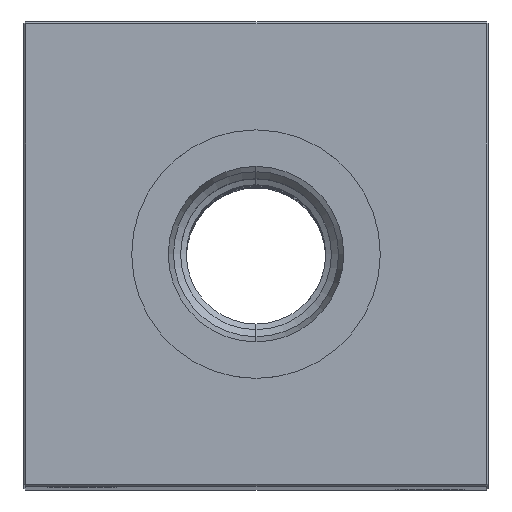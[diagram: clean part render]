
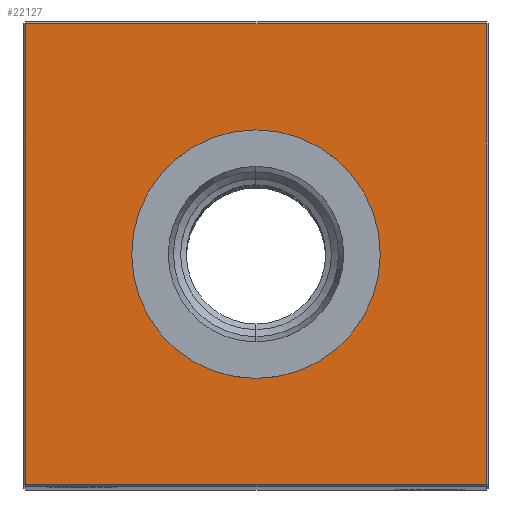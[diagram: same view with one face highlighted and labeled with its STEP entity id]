
A CAD part, top view. The second image highlights one B-rep face of the part: STEP entity #22127.
In plain terms, the highlighted planar face has unit normal (0, 0, 1).
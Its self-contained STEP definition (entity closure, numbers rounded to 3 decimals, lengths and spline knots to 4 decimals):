
#567 = EDGE_LOOP ( 'NONE', ( #15137, #26065, #11419, #4799 ) ) ;
#856 = CARTESIAN_POINT ( 'NONE',  ( 0., -0.6693, 11.5 ) ) ;
#869 = CARTESIAN_POINT ( 'NONE',  ( 0., -1.24, 11.5 ) ) ;
#983 = CARTESIAN_POINT ( 'NONE',  ( 1.24, 1.24, 11.5 ) ) ;
#1186 = DIRECTION ( 'NONE',  ( 0., -1., 0. ) ) ;
#2283 = CARTESIAN_POINT ( 'NONE',  ( 1.24, -1.24, 11.5 ) ) ;
#2449 = ORIENTED_EDGE ( 'NONE', *, *, #29843, .T. ) ;
#3545 = LINE ( 'NONE', #22163, #17693 ) ;
#3747 = EDGE_CURVE ( 'NONE', #13152, #4449, #27272, .T. ) ;
#4112 = AXIS2_PLACEMENT_3D ( 'NONE', #26064, #28024, #21372 ) ;
#4449 = VERTEX_POINT ( 'NONE', #983 ) ;
#4463 = CARTESIAN_POINT ( 'NONE',  ( 0., 0., 11.5 ) ) ;
#4522 = EDGE_LOOP ( 'NONE', ( #13774, #2449 ) ) ;
#4799 = ORIENTED_EDGE ( 'NONE', *, *, #24983, .T. ) ;
#7490 = CIRCLE ( 'NONE', #4112, 0.6693 ) ;
#7649 = FACE_BOUND ( 'NONE', #4522, .T. ) ;
#8811 = CIRCLE ( 'NONE', #10725, 0.6693 ) ;
#9730 = CARTESIAN_POINT ( 'NONE',  ( 0., 0., 11.5 ) ) ;
#10072 = CARTESIAN_POINT ( 'NONE',  ( -1.24, -1.24, 11.5 ) ) ;
#10692 = EDGE_CURVE ( 'NONE', #20628, #29638, #12654, .T. ) ;
#10725 = AXIS2_PLACEMENT_3D ( 'NONE', #4463, #16094, #11425 ) ;
#11419 = ORIENTED_EDGE ( 'NONE', *, *, #3747, .T. ) ;
#11425 = DIRECTION ( 'NONE',  ( -1., 0., 0. ) ) ;
#12596 = FACE_OUTER_BOUND ( 'NONE', #567, .T. ) ;
#12654 = LINE ( 'NONE', #21901, #28651 ) ;
#13152 = VERTEX_POINT ( 'NONE', #2283 ) ;
#13774 = ORIENTED_EDGE ( 'NONE', *, *, #20116, .T. ) ;
#13780 = VECTOR ( 'NONE', #19999, 39.3701 ) ;
#14458 = DIRECTION ( 'NONE',  ( 1., 0., 0. ) ) ;
#14459 = EDGE_CURVE ( 'NONE', #29638, #13152, #28231, .T. ) ;
#14573 = DIRECTION ( 'NONE',  ( 0., 0., -1. ) ) ;
#15137 = ORIENTED_EDGE ( 'NONE', *, *, #10692, .T. ) ;
#15900 = CARTESIAN_POINT ( 'NONE',  ( 1.24, 0., 11.5 ) ) ;
#16094 = DIRECTION ( 'NONE',  ( 0., 0., -1. ) ) ;
#16685 = PLANE ( 'NONE',  #21991 ) ;
#17693 = VECTOR ( 'NONE', #19865, 39.3701 ) ;
#17720 = CARTESIAN_POINT ( 'NONE',  ( -1.24, 1.24, 11.5 ) ) ;
#17833 = VERTEX_POINT ( 'NONE', #856 ) ;
#19672 = VECTOR ( 'NONE', #14458, 39.3701 ) ;
#19865 = DIRECTION ( 'NONE',  ( -1., 0., 0. ) ) ;
#19999 = DIRECTION ( 'NONE',  ( 0., 1., 0. ) ) ;
#20116 = EDGE_CURVE ( 'NONE', #25023, #17833, #8811, .T. ) ;
#20316 = CARTESIAN_POINT ( 'NONE',  ( 0., 0.6693, 11.5 ) ) ;
#20628 = VERTEX_POINT ( 'NONE', #17720 ) ;
#21372 = DIRECTION ( 'NONE',  ( -1., 0., 0. ) ) ;
#21901 = CARTESIAN_POINT ( 'NONE',  ( -1.24, 0., 11.5 ) ) ;
#21991 = AXIS2_PLACEMENT_3D ( 'NONE', #9730, #14573, #28510 ) ;
#22127 = ADVANCED_FACE ( 'NONE', ( #12596, #7649 ), #16685, .F. ) ;
#22163 = CARTESIAN_POINT ( 'NONE',  ( 0., 1.24, 11.5 ) ) ;
#24983 = EDGE_CURVE ( 'NONE', #4449, #20628, #3545, .T. ) ;
#25023 = VERTEX_POINT ( 'NONE', #20316 ) ;
#26064 = CARTESIAN_POINT ( 'NONE',  ( 0., 0., 11.5 ) ) ;
#26065 = ORIENTED_EDGE ( 'NONE', *, *, #14459, .T. ) ;
#27272 = LINE ( 'NONE', #15900, #13780 ) ;
#28024 = DIRECTION ( 'NONE',  ( 0., 0., -1. ) ) ;
#28231 = LINE ( 'NONE', #869, #19672 ) ;
#28510 = DIRECTION ( 'NONE',  ( -1., 0., 0. ) ) ;
#28651 = VECTOR ( 'NONE', #1186, 39.3701 ) ;
#29638 = VERTEX_POINT ( 'NONE', #10072 ) ;
#29843 = EDGE_CURVE ( 'NONE', #17833, #25023, #7490, .T. ) ;
